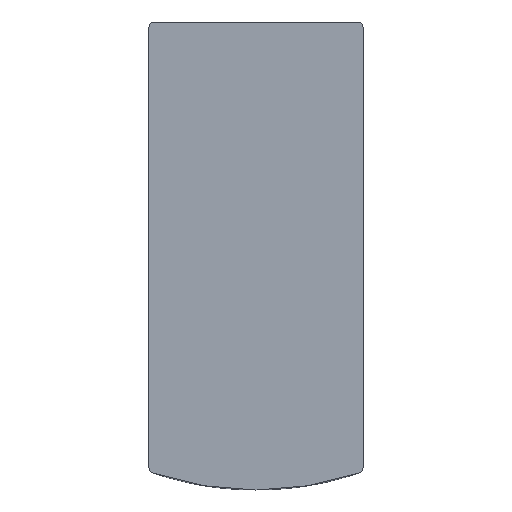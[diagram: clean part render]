
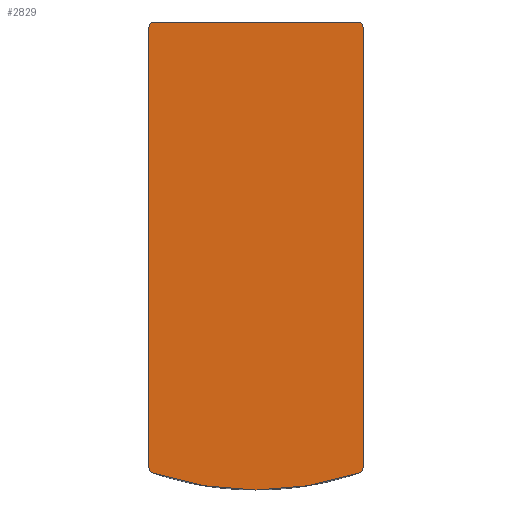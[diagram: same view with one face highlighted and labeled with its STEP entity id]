
A CAD part, front view. The second image highlights one B-rep face of the part: STEP entity #2829.
In plain terms, the highlighted planar face has unit normal (0, -1, 0).
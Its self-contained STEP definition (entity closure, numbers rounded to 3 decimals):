
#90=PLANE('',#3888);
#180=LINE('',#5157,#402);
#184=LINE('',#5173,#406);
#188=LINE('',#5192,#410);
#402=VECTOR('',#4219,1000.);
#406=VECTOR('',#4235,1000.);
#410=VECTOR('',#4257,1000.);
#620=CIRCLE('',#3861,30.);
#622=CIRCLE('',#3864,0.5);
#625=CIRCLE('',#3869,0.5);
#629=CIRCLE('',#3875,0.5);
#631=CIRCLE('',#3878,0.5);
#810=ORIENTED_EDGE('',*,*,#1541,.F.);
#811=ORIENTED_EDGE('',*,*,#1564,.F.);
#812=ORIENTED_EDGE('',*,*,#1559,.F.);
#813=ORIENTED_EDGE('',*,*,#1536,.F.);
#814=ORIENTED_EDGE('',*,*,#1557,.F.);
#815=ORIENTED_EDGE('',*,*,#1554,.F.);
#816=ORIENTED_EDGE('',*,*,#1549,.F.);
#817=ORIENTED_EDGE('',*,*,#1546,.F.);
#1536=EDGE_CURVE('',#1924,#1925,#620,.T.);
#1541=EDGE_CURVE('',#1929,#1930,#622,.T.);
#1546=EDGE_CURVE('',#1930,#1934,#180,.T.);
#1549=EDGE_CURVE('',#1934,#1936,#625,.T.);
#1554=EDGE_CURVE('',#1936,#1940,#184,.T.);
#1557=EDGE_CURVE('',#1940,#1924,#629,.T.);
#1559=EDGE_CURVE('',#1925,#1942,#631,.T.);
#1564=EDGE_CURVE('',#1942,#1929,#188,.T.);
#1924=VERTEX_POINT('',#5118);
#1925=VERTEX_POINT('',#5119);
#1929=VERTEX_POINT('',#5147);
#1930=VERTEX_POINT('',#5148);
#1934=VERTEX_POINT('',#5158);
#1936=VERTEX_POINT('',#5164);
#1940=VERTEX_POINT('',#5174);
#1942=VERTEX_POINT('',#5183);
#2244=EDGE_LOOP('',(#810,#811,#812,#813,#814,#815,#816,#817));
#2509=FACE_BOUND('',#2244,.T.);
#2829=ADVANCED_FACE('',(#2509),#90,.F.);
#3861=AXIS2_PLACEMENT_3D('',#5117,#4201,#4202);
#3864=AXIS2_PLACEMENT_3D('',#5146,#4209,#4210);
#3869=AXIS2_PLACEMENT_3D('',#5163,#4224,#4225);
#3875=AXIS2_PLACEMENT_3D('',#5179,#4240,#4241);
#3878=AXIS2_PLACEMENT_3D('',#5182,#4246,#4247);
#3888=AXIS2_PLACEMENT_3D('',#5203,#4269,#4270);
#4201=DIRECTION('',(0.,1.,0.));
#4202=DIRECTION('',(1.,0.,0.));
#4209=DIRECTION('',(0.,1.,0.));
#4210=DIRECTION('',(1.,0.,0.));
#4219=DIRECTION('',(0.,0.,1.));
#4224=DIRECTION('',(0.,1.,0.));
#4225=DIRECTION('',(1.,0.,0.));
#4235=DIRECTION('',(1.,0.,0.));
#4240=DIRECTION('',(0.,1.,0.));
#4241=DIRECTION('',(1.,0.,0.));
#4246=DIRECTION('',(0.,1.,0.));
#4247=DIRECTION('',(1.,0.,0.));
#4257=DIRECTION('',(-1.,0.,0.));
#4269=DIRECTION('',(0.,1.,0.));
#4270=DIRECTION('',(0.,0.,1.));
#5117=CARTESIAN_POINT('',(-7.284,0.,0.));
#5118=CARTESIAN_POINT('',(21.118,0.,9.661));
#5119=CARTESIAN_POINT('',(21.118,0.,-9.661));
#5146=CARTESIAN_POINT('',(-20.5,0.,-9.5));
#5147=CARTESIAN_POINT('',(-20.5,0.,-10.));
#5148=CARTESIAN_POINT('',(-21.,0.,-9.5));
#5157=CARTESIAN_POINT('',(-21.,0.,-9.5));
#5158=CARTESIAN_POINT('',(-21.,0.,9.5));
#5163=CARTESIAN_POINT('',(-20.5,0.,9.5));
#5164=CARTESIAN_POINT('',(-20.5,0.,10.));
#5173=CARTESIAN_POINT('',(-20.5,0.,10.));
#5174=CARTESIAN_POINT('',(20.644,0.,10.));
#5179=CARTESIAN_POINT('',(20.644,0.,9.5));
#5182=CARTESIAN_POINT('',(20.644,0.,-9.5));
#5183=CARTESIAN_POINT('',(20.644,0.,-10.));
#5192=CARTESIAN_POINT('',(20.644,0.,-10.));
#5203=CARTESIAN_POINT('',(-20.5,0.,-9.5));
